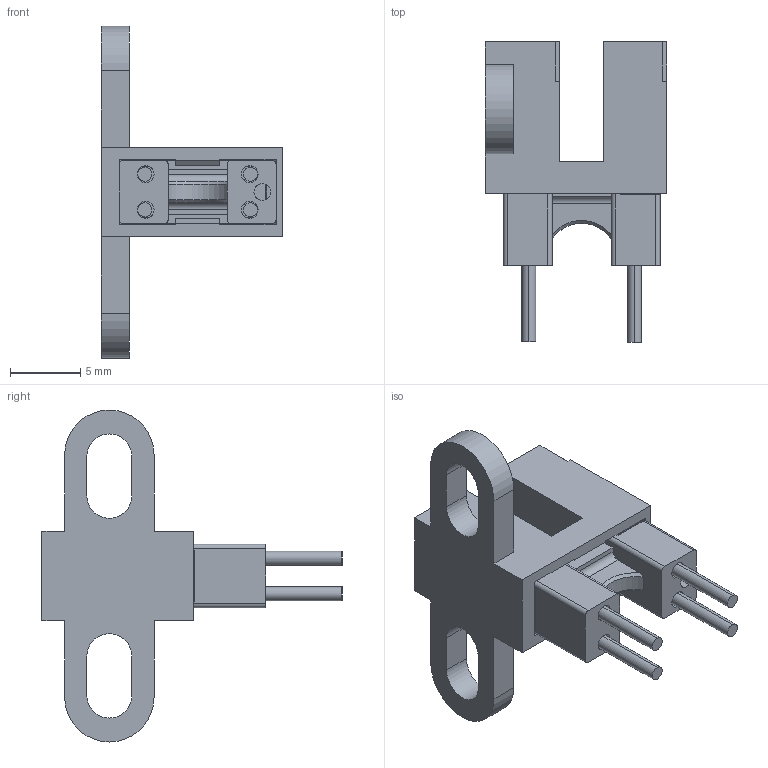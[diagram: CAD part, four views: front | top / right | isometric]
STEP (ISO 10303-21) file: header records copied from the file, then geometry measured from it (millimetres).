
FILE_DESCRIPTION((''),'2;1');
FILE_NAME('GL3_T_4WIRES_ASM','2011-06-09T',('sereneee'),(''),'PRO/ENGINEER BY PARAMETRIC TECHNOLOGY CORPORATION, 2006140','PRO/ENGINEER BY PARAMETRIC TECHNOLOGY CORPORATION, 2006140','');
FILE_SCHEMA(('CONFIG_CONTROL_DESIGN'));
Length unit declared in the file: millimetre
Products named in the file (7): MSBR-6; MSBR-5; MSBR-4; MSBR-3; MSBR-2; MSBR-1; GL3_T_4WIRES_ASM
Assembly tree (6 placements, depth 2):
  GL3_T_4WIRES_ASM
    MSBR-6
    MSBR-5
    MSBR-4
    MSBR-3
    MSBR-2
    MSBR-1
Bounding box: 12.9 x 21.35 x 23.6 mm (x, y, z)
Volume: 782.9 mm3; surface area: 1748 mm2
Topology: 6 solids, 6 shells, 207 faces, 590 edges, 391 vertices
Faces by surface type: plane 146, cylinder 57, cone 4
Entity records: 6996 total; most frequent: CARTESIAN_POINT 1282, ORIENTED_EDGE 1180, DIRECTION 1160, EDGE_CURVE 590, VECTOR 442, LINE 442, VERTEX_POINT 391, AXIS2_PLACEMENT_3D 359
